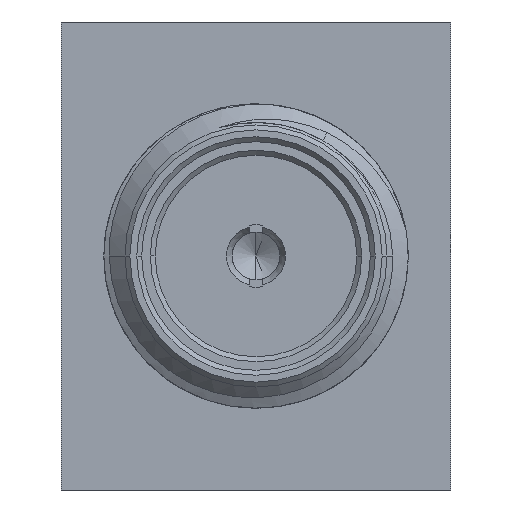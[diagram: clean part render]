
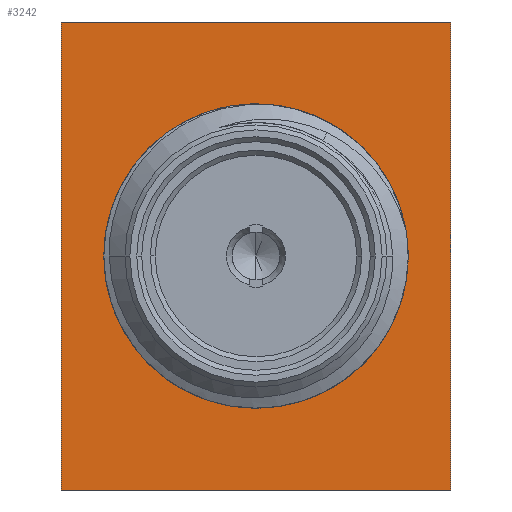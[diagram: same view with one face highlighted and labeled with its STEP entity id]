
A CAD part, left-side view. The second image highlights one B-rep face of the part: STEP entity #3242.
In plain terms, the highlighted planar face has unit normal (-1, 0, 0).
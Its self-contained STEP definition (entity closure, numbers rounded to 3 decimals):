
#215=DIRECTION('',(0.,0.,-1.));
#216=VECTOR('',#215,9.52);
#217=CARTESIAN_POINT('',(-1.25,3.96,4.76));
#218=LINE('',#217,#216);
#219=DIRECTION('',(0.,1.,0.));
#220=VECTOR('',#219,7.92);
#221=CARTESIAN_POINT('',(-1.25,-3.96,4.76));
#222=LINE('',#221,#220);
#223=DIRECTION('',(0.,0.,1.));
#224=VECTOR('',#223,9.52);
#225=CARTESIAN_POINT('',(-1.25,-3.96,-4.76));
#226=LINE('',#225,#224);
#227=DIRECTION('',(0.,-1.,0.));
#228=VECTOR('',#227,7.92);
#229=CARTESIAN_POINT('',(-1.25,3.96,-4.76));
#230=LINE('',#229,#228);
#235=CARTESIAN_POINT('',(-1.25,0.,0.));
#236=DIRECTION('',(1.,0.,0.));
#237=DIRECTION('',(0.,1.,0.));
#238=AXIS2_PLACEMENT_3D('',#235,#236,#237);
#244=CARTESIAN_POINT('',(-1.25,0.,0.));
#245=DIRECTION('',(-1.,0.,0.));
#246=DIRECTION('',(0.,1.,0.));
#247=AXIS2_PLACEMENT_3D('',#244,#245,#246);
#2615=CARTESIAN_POINT('',(-1.25,3.96,4.76));
#2616=CARTESIAN_POINT('',(-1.25,3.96,-4.76));
#2617=VERTEX_POINT('',#2615);
#2618=VERTEX_POINT('',#2616);
#2619=CARTESIAN_POINT('',(-1.25,-3.96,-4.76));
#2620=VERTEX_POINT('',#2619);
#2621=CARTESIAN_POINT('',(-1.25,-3.96,4.76));
#2622=VERTEX_POINT('',#2621);
#2803=CARTESIAN_POINT('',(-1.25,2.665,0.));
#2805=VERTEX_POINT('',#2803);
#2807=CARTESIAN_POINT('',(-1.25,-2.665,0.));
#2809=VERTEX_POINT('',#2807);
#3225=CARTESIAN_POINT('',(-1.25,0.,0.));
#3226=DIRECTION('',(-1.,0.,0.));
#3227=DIRECTION('',(0.,1.,0.));
#3228=AXIS2_PLACEMENT_3D('',#3225,#3226,#3227);
#3229=PLANE('',#3228);
#3230=ORIENTED_EDGE('',*,*,#3102,.F.);
#3231=ORIENTED_EDGE('',*,*,#2983,.F.);
#3232=ORIENTED_EDGE('',*,*,#3208,.F.);
#3233=ORIENTED_EDGE('',*,*,#3129,.F.);
#3234=EDGE_LOOP('',(#3230,#3231,#3232,#3233));
#3235=FACE_OUTER_BOUND('',#3234,.F.);
#3237=ORIENTED_EDGE('',*,*,#3236,.F.);
#3239=ORIENTED_EDGE('',*,*,#3238,.T.);
#3240=EDGE_LOOP('',(#3237,#3239));
#3241=FACE_BOUND('',#3240,.F.);
#3242=ADVANCED_FACE('',(#3235,#3241),#3229,.T.);
#239=CIRCLE('',#238,2.665);
#248=CIRCLE('',#247,2.665);
#2983=EDGE_CURVE('',#2622,#2617,#222,.T.);
#3102=EDGE_CURVE('',#2617,#2618,#218,.T.);
#3129=EDGE_CURVE('',#2618,#2620,#230,.T.);
#3208=EDGE_CURVE('',#2620,#2622,#226,.T.);
#3236=EDGE_CURVE('',#2805,#2809,#239,.T.);
#3238=EDGE_CURVE('',#2805,#2809,#248,.T.);
